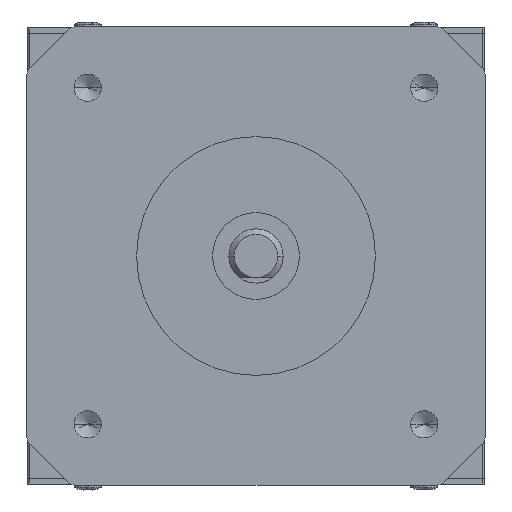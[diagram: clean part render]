
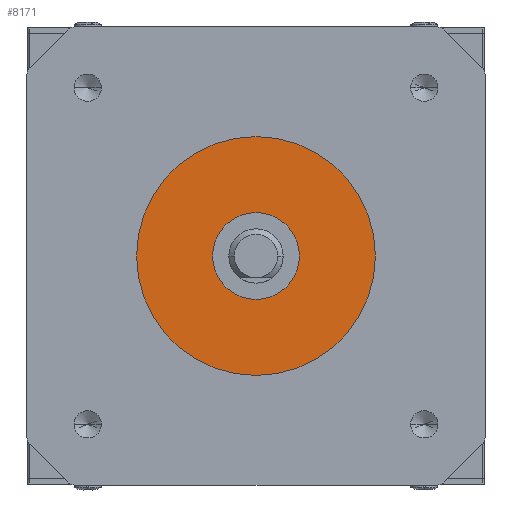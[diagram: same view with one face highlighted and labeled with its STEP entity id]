
A CAD part, front view. The second image highlights one B-rep face of the part: STEP entity #8171.
In plain terms, the highlighted face is planar.
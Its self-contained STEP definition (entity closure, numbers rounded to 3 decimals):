
#485 = EDGE_CURVE ( 'NONE', #11483, #13722, #12795, .T. ) ;
#2141 = EDGE_CURVE ( 'NONE', #6527, #11796, #11197, .T. ) ;
#2427 = CARTESIAN_POINT ( 'NONE',  ( 0., 0., -55. ) ) ;
#2473 = DIRECTION ( 'NONE',  ( 0., 0., -1. ) ) ;
#2660 = CARTESIAN_POINT ( 'NONE',  ( 0., 0., -55. ) ) ;
#2828 = ORIENTED_EDGE ( 'NONE', *, *, #2141, .T. ) ;
#4146 = DIRECTION ( 'NONE',  ( -1., 0., 0. ) ) ;
#4473 = CIRCLE ( 'NONE', #18300, 11. ) ;
#5403 = ORIENTED_EDGE ( 'NONE', *, *, #485, .F. ) ;
#5678 = ORIENTED_EDGE ( 'NONE', *, *, #9399, .T. ) ;
#5726 = CARTESIAN_POINT ( 'NONE',  ( 11., 0., -55. ) ) ;
#6256 = AXIS2_PLACEMENT_3D ( 'NONE', #9680, #21637, #11391 ) ;
#6527 = VERTEX_POINT ( 'NONE', #8186 ) ;
#7755 = CARTESIAN_POINT ( 'NONE',  ( 4., 0., -55. ) ) ;
#8171 = ADVANCED_FACE ( 'NONE', ( #10154, #14667 ), #13008, .T. ) ;
#8186 = CARTESIAN_POINT ( 'NONE',  ( -11., 0., -55. ) ) ;
#8433 = ORIENTED_EDGE ( 'NONE', *, *, #15910, .F. ) ;
#8602 = AXIS2_PLACEMENT_3D ( 'NONE', #2660, #12358, #10722 ) ;
#9399 = EDGE_CURVE ( 'NONE', #11796, #6527, #4473, .T. ) ;
#9680 = CARTESIAN_POINT ( 'NONE',  ( 0., 0., -55. ) ) ;
#10003 = CARTESIAN_POINT ( 'NONE',  ( 0., 0., -55. ) ) ;
#10154 = FACE_OUTER_BOUND ( 'NONE', #10642, .T. ) ;
#10642 = EDGE_LOOP ( 'NONE', ( #5678, #2828 ) ) ;
#10706 = CIRCLE ( 'NONE', #13187, 4. ) ;
#10722 = DIRECTION ( 'NONE',  ( -1., 0., 0. ) ) ;
#11197 = CIRCLE ( 'NONE', #8602, 11. ) ;
#11391 = DIRECTION ( 'NONE',  ( -1., 0., 0. ) ) ;
#11483 = VERTEX_POINT ( 'NONE', #7755 ) ;
#11726 = DIRECTION ( 'NONE',  ( -1., 0., 0. ) ) ;
#11796 = VERTEX_POINT ( 'NONE', #5726 ) ;
#12358 = DIRECTION ( 'NONE',  ( 0., 0., -1. ) ) ;
#12698 = CARTESIAN_POINT ( 'NONE',  ( 0., 0., -55. ) ) ;
#12795 = CIRCLE ( 'NONE', #13386, 4. ) ;
#13008 = PLANE ( 'NONE',  #6256 ) ;
#13187 = AXIS2_PLACEMENT_3D ( 'NONE', #2427, #14354, #4146 ) ;
#13386 = AXIS2_PLACEMENT_3D ( 'NONE', #12698, #2473, #14395 ) ;
#13722 = VERTEX_POINT ( 'NONE', #14821 ) ;
#14354 = DIRECTION ( 'NONE',  ( 0., 0., -1. ) ) ;
#14395 = DIRECTION ( 'NONE',  ( -1., 0., 0. ) ) ;
#14667 = FACE_BOUND ( 'NONE', #18801, .T. ) ;
#14821 = CARTESIAN_POINT ( 'NONE',  ( -4., 0., -55. ) ) ;
#15910 = EDGE_CURVE ( 'NONE', #13722, #11483, #10706, .T. ) ;
#18300 = AXIS2_PLACEMENT_3D ( 'NONE', #10003, #21968, #11726 ) ;
#18801 = EDGE_LOOP ( 'NONE', ( #5403, #8433 ) ) ;
#21637 = DIRECTION ( 'NONE',  ( 0., 0., -1. ) ) ;
#21968 = DIRECTION ( 'NONE',  ( 0., 0., -1. ) ) ;
